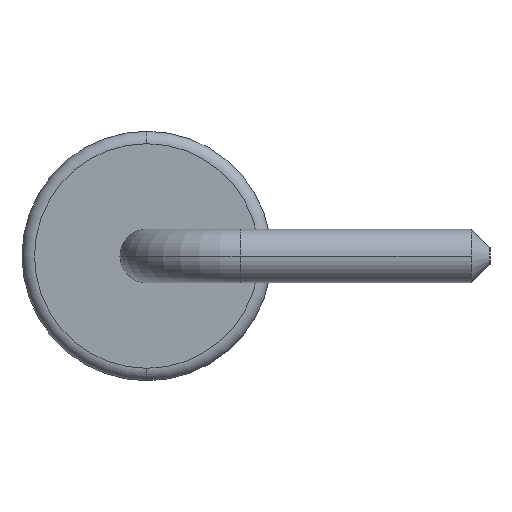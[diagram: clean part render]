
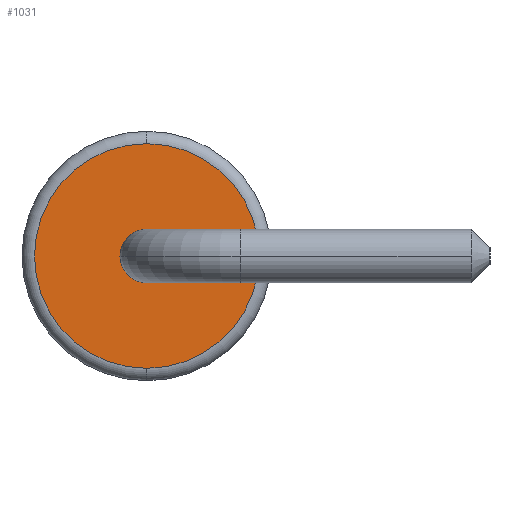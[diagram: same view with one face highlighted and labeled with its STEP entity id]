
A CAD part, left-side view. The second image highlights one B-rep face of the part: STEP entity #1031.
In plain terms, the highlighted planar face has unit normal (-1, 0, 0).
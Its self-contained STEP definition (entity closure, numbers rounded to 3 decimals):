
#46 = CARTESIAN_POINT ( 'NONE',  ( 0., 0.43, 0. ) ) ;
#64 = DIRECTION ( 'NONE',  ( -1., 0., 0. ) ) ;
#112 = DIRECTION ( 'NONE',  ( 0., 0., 1. ) ) ;
#119 = DIRECTION ( 'NONE',  ( -1., 0., 0. ) ) ;
#161 = DIRECTION ( 'NONE',  ( 0., 0., -1. ) ) ;
#174 = AXIS2_PLACEMENT_3D ( 'NONE', #399, #64, #309 ) ;
#188 = ORIENTED_EDGE ( 'NONE', *, *, #1211, .T. ) ;
#198 = EDGE_LOOP ( 'NONE', ( #525, #188 ) ) ;
#269 = CIRCLE ( 'NONE', #1246, 1.8 ) ;
#281 = CARTESIAN_POINT ( 'NONE',  ( 0., 0., 0. ) ) ;
#291 = ORIENTED_EDGE ( 'NONE', *, *, #1188, .F. ) ;
#309 = DIRECTION ( 'NONE',  ( 0., 0., 1. ) ) ;
#361 = CIRCLE ( 'NONE', #1045, 0.43 ) ;
#399 = CARTESIAN_POINT ( 'NONE',  ( 0., 0., 0. ) ) ;
#482 = DIRECTION ( 'NONE',  ( 0., 0., -1. ) ) ;
#525 = ORIENTED_EDGE ( 'NONE', *, *, #1085, .T. ) ;
#553 = DIRECTION ( 'NONE',  ( -1., 0., 0. ) ) ;
#589 = EDGE_LOOP ( 'NONE', ( #291, #1070 ) ) ;
#636 = VERTEX_POINT ( 'NONE', #1084 ) ;
#668 = DIRECTION ( 'NONE',  ( 0., 0., -1. ) ) ;
#698 = VERTEX_POINT ( 'NONE', #1170 ) ;
#804 = CIRCLE ( 'NONE', #974, 1.8 ) ;
#814 = VERTEX_POINT ( 'NONE', #1348 ) ;
#827 = FACE_OUTER_BOUND ( 'NONE', #198, .T. ) ;
#833 = FACE_BOUND ( 'NONE', #589, .T. ) ;
#952 = AXIS2_PLACEMENT_3D ( 'NONE', #281, #1233, #161 ) ;
#974 = AXIS2_PLACEMENT_3D ( 'NONE', #1028, #1145, #482 ) ;
#1028 = CARTESIAN_POINT ( 'NONE',  ( 0., 0., 0. ) ) ;
#1031 = ADVANCED_FACE ( 'NONE', ( #827, #833 ), #1139, .F. ) ;
#1045 = AXIS2_PLACEMENT_3D ( 'NONE', #1222, #119, #112 ) ;
#1055 = VERTEX_POINT ( 'NONE', #46 ) ;
#1070 = ORIENTED_EDGE ( 'NONE', *, *, #1424, .F. ) ;
#1084 = CARTESIAN_POINT ( 'NONE',  ( 0., -0.43, 0. ) ) ;
#1085 = EDGE_CURVE ( 'NONE', #814, #698, #804, .T. ) ;
#1139 = PLANE ( 'NONE',  #952 ) ;
#1145 = DIRECTION ( 'NONE',  ( -1., 0., 0. ) ) ;
#1170 = CARTESIAN_POINT ( 'NONE',  ( 0., 0., 1.8 ) ) ;
#1188 = EDGE_CURVE ( 'NONE', #1055, #636, #361, .T. ) ;
#1211 = EDGE_CURVE ( 'NONE', #698, #814, #269, .T. ) ;
#1213 = CARTESIAN_POINT ( 'NONE',  ( 0., 0., 0. ) ) ;
#1222 = CARTESIAN_POINT ( 'NONE',  ( 0., 0., 0. ) ) ;
#1233 = DIRECTION ( 'NONE',  ( 1., 0., 0. ) ) ;
#1246 = AXIS2_PLACEMENT_3D ( 'NONE', #1213, #553, #668 ) ;
#1348 = CARTESIAN_POINT ( 'NONE',  ( 0., 0., -1.8 ) ) ;
#1385 = CIRCLE ( 'NONE', #174, 0.43 ) ;
#1424 = EDGE_CURVE ( 'NONE', #636, #1055, #1385, .T. ) ;
